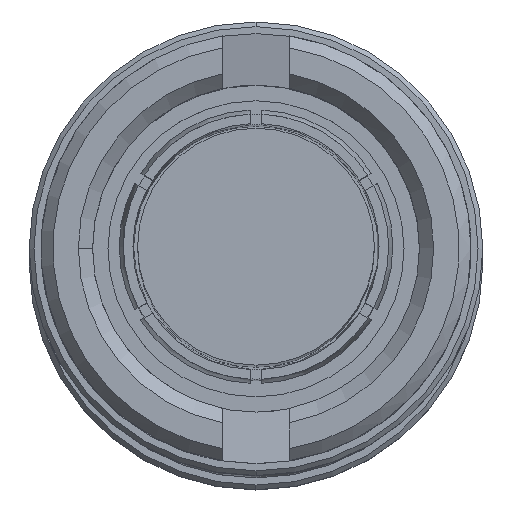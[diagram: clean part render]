
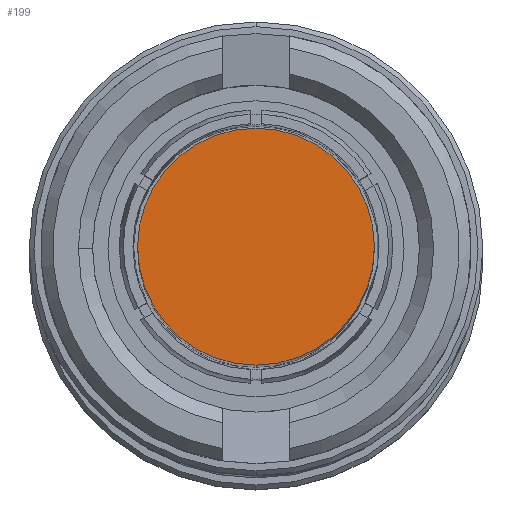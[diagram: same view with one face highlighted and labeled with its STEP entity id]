
A CAD part, top view. The second image highlights one B-rep face of the part: STEP entity #199.
In plain terms, the highlighted face is planar.
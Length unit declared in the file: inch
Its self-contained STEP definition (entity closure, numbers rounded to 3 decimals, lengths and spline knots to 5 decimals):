
#113 = CIRCLE ( 'NONE', #2641, 0.19685 ) ;
#199 = ADVANCED_FACE ( 'NONE', ( #4980 ), #534, .T. ) ;
#264 = ORIENTED_EDGE ( 'NONE', *, *, #5265, .F. ) ;
#523 = CIRCLE ( 'NONE', #5643, 0.19685 ) ;
#534 = PLANE ( 'NONE',  #3992 ) ;
#681 = CARTESIAN_POINT ( 'NONE',  ( -1.49016, 0.19685, 0. ) ) ;
#696 = EDGE_LOOP ( 'NONE', ( #3135, #264, #1282 ) ) ;
#910 = CARTESIAN_POINT ( 'NONE',  ( -1.49016, 0., 0. ) ) ;
#1282 = ORIENTED_EDGE ( 'NONE', *, *, #2703, .F. ) ;
#1574 = DIRECTION ( 'NONE',  ( 1., 0., 0. ) ) ;
#2217 = CARTESIAN_POINT ( 'NONE',  ( -1.49016, 0., 0. ) ) ;
#2475 = VERTEX_POINT ( 'NONE', #5394 ) ;
#2641 = AXIS2_PLACEMENT_3D ( 'NONE', #2217, #4902, #4348 ) ;
#2703 = EDGE_CURVE ( 'NONE', #3685, #2475, #523, .T. ) ;
#2705 = DIRECTION ( 'NONE',  ( -1., 0., 0. ) ) ;
#2757 = DIRECTION ( 'NONE',  ( 0., 0., 1. ) ) ;
#3135 = ORIENTED_EDGE ( 'NONE', *, *, #3653, .F. ) ;
#3228 = VERTEX_POINT ( 'NONE', #4390 ) ;
#3453 = DIRECTION ( 'NONE',  ( 0., 0., 1. ) ) ;
#3535 = DIRECTION ( 'NONE',  ( 1., 0., 0. ) ) ;
#3653 = EDGE_CURVE ( 'NONE', #3228, #3685, #4370, .T. ) ;
#3685 = VERTEX_POINT ( 'NONE', #681 ) ;
#3992 = AXIS2_PLACEMENT_3D ( 'NONE', #910, #2705, #2757 ) ;
#4348 = DIRECTION ( 'NONE',  ( 0., 0., 1. ) ) ;
#4362 = CARTESIAN_POINT ( 'NONE',  ( -1.49016, 0., 0. ) ) ;
#4370 = CIRCLE ( 'NONE', #5107, 0.19685 ) ;
#4390 = CARTESIAN_POINT ( 'NONE',  ( -1.49016, -0.19685, 0. ) ) ;
#4703 = CARTESIAN_POINT ( 'NONE',  ( -1.49016, 0., 0. ) ) ;
#4902 = DIRECTION ( 'NONE',  ( 1., 0., 0. ) ) ;
#4980 = FACE_OUTER_BOUND ( 'NONE', #696, .T. ) ;
#5107 = AXIS2_PLACEMENT_3D ( 'NONE', #4703, #1574, #5248 ) ;
#5248 = DIRECTION ( 'NONE',  ( 0., 0., 1. ) ) ;
#5265 = EDGE_CURVE ( 'NONE', #2475, #3228, #113, .T. ) ;
#5394 = CARTESIAN_POINT ( 'NONE',  ( -1.49016, 0., 0.19685 ) ) ;
#5643 = AXIS2_PLACEMENT_3D ( 'NONE', #4362, #3535, #3453 ) ;
